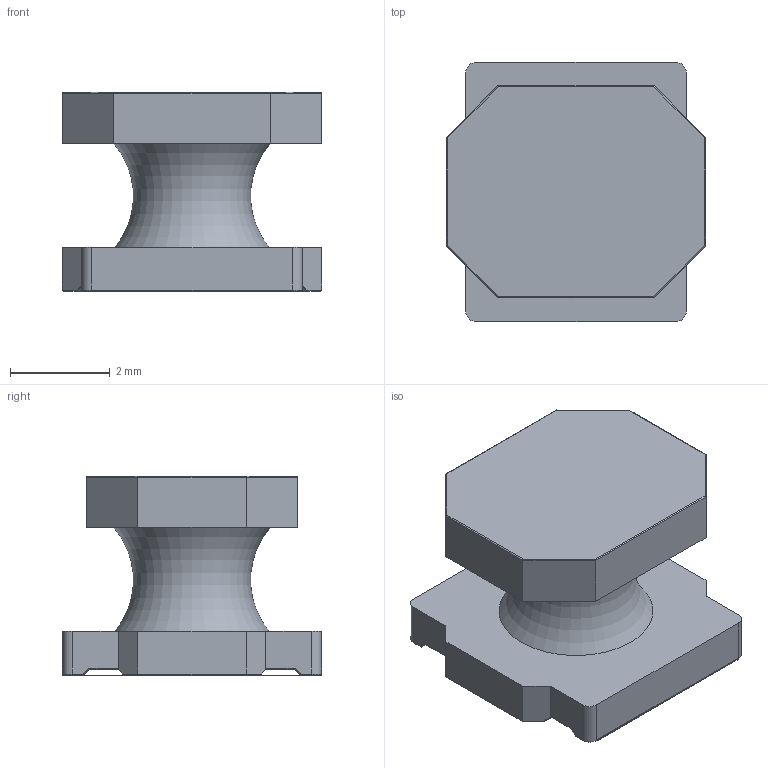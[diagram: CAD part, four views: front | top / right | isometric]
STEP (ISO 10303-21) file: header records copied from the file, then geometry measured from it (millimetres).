
FILE_DESCRIPTION(/* description */ (''),/* implementation_level */ '2;1');
FILE_NAME(/* name */ 'sunlord-inductor SWPA5040S.step',/* time_stamp */ '2022-11-23T07:02:10+10:00',/* author */ (''),/* organization */ (''),/* preprocessor_version */ 'ST-DEVELOPER v19.2',/* originating_system */ 'Autodesk Translation Framework v11.17.0.187',/* authorisation */ '');
FILE_SCHEMA (('AUTOMOTIVE_DESIGN { 1 0 10303 214 3 1 1 }'));
Length unit declared in the file: millimetre
Products named in the file (1): sunlord-inductor SWPA5040S
Bounding box: 5.2 x 5.2 x 4 mm (x, y, z)
Volume: 53 mm3; surface area: 151 mm2
Topology: 3 solids, 3 shells, 89 faces, 211 edges, 130 vertices
Faces by surface type: plane 44, cylinder 40, torus 5
Entity records: 2570 total; most frequent: DIRECTION 454, CARTESIAN_POINT 431, ORIENTED_EDGE 422, EDGE_CURVE 211, AXIS2_PLACEMENT_3D 153, LINE 148, VECTOR 148, VERTEX_POINT 130
